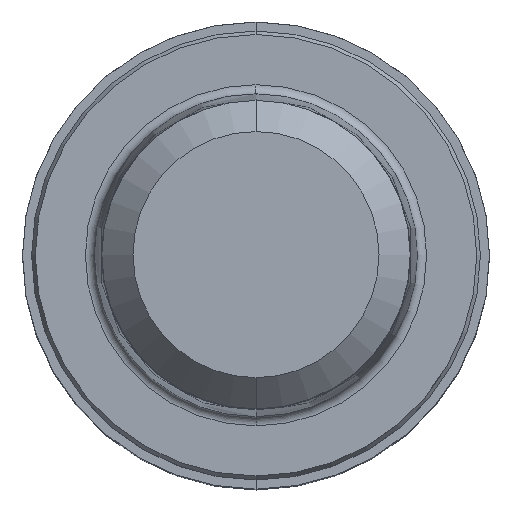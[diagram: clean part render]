
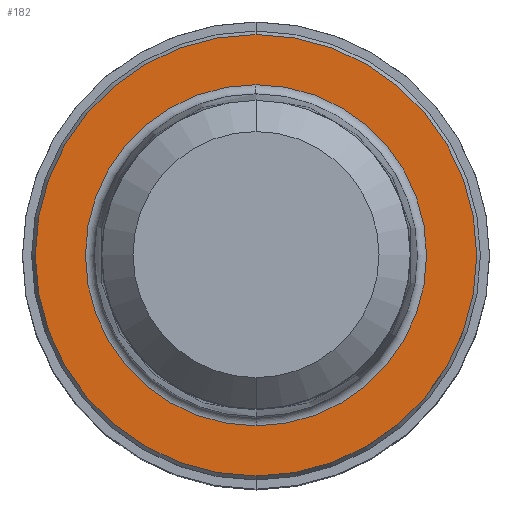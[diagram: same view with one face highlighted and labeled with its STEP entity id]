
A CAD part, top view. The second image highlights one B-rep face of the part: STEP entity #182.
In plain terms, the highlighted planar face has unit normal (0, 0, 1).
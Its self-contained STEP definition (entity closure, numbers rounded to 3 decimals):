
#178=EDGE_CURVE('',#238,#262,#469,.T.);
#180=VERTEX_POINT('',#471);
#182=ADVANCED_FACE('',(#473,#474),#475,.T.);
#200=VERTEX_POINT('',#495);
#238=VERTEX_POINT('',#539);
#262=VERTEX_POINT('',#566);
#304=EDGE_CURVE('',#180,#200,#612,.T.);
#306=EDGE_CURVE('',#200,#180,#614,.T.);
#366=EDGE_CURVE('',#262,#238,#684,.T.);
#469=CIRCLE('',#790,12.0);
#471=CARTESIAN_POINT('',(0.,-9.275,0.01));
#473=FACE_OUTER_BOUND('',#794,.T.);
#474=FACE_BOUND('',#795,.T.);
#475=PLANE('',#796);
#495=CARTESIAN_POINT('',(0.0,9.275,0.01));
#539=CARTESIAN_POINT('',(0.0,12.0,0.01));
#566=CARTESIAN_POINT('',(0.,-12.0,0.01));
#612=CIRCLE('',#973,9.275);
#614=CIRCLE('',#976,9.275);
#684=CIRCLE('',#1064,12.0);
#790=AXIS2_PLACEMENT_3D('',#1184,#1185,#1186);
#794=EDGE_LOOP('',(#1188,#1189));
#795=EDGE_LOOP('',(#1190,#1191));
#796=AXIS2_PLACEMENT_3D('',#1192,#1193,#1194);
#973=AXIS2_PLACEMENT_3D('',#1362,#1363,#1364);
#976=AXIS2_PLACEMENT_3D('',#1365,#1366,#1367);
#1064=AXIS2_PLACEMENT_3D('',#1452,#1453,#1454);
#1184=CARTESIAN_POINT('',(0.0,0.0,0.01));
#1185=DIRECTION('',(0.0,0.0,-1.0));
#1186=DIRECTION('',(0.0,1.0,0.0));
#1188=ORIENTED_EDGE('',*,*,#178,.F.);
#1189=ORIENTED_EDGE('',*,*,#366,.F.);
#1190=ORIENTED_EDGE('',*,*,#306,.T.);
#1191=ORIENTED_EDGE('',*,*,#304,.T.);
#1192=CARTESIAN_POINT('',(0.0,6.0,0.01));
#1193=DIRECTION('',(-0.0,0.0,1.0));
#1194=DIRECTION('',(0.0,-1.0,0.0));
#1362=CARTESIAN_POINT('',(0.0,0.0,0.01));
#1363=DIRECTION('',(0.0,0.0,-1.0));
#1364=DIRECTION('',(0.0,1.0,0.0));
#1365=CARTESIAN_POINT('',(0.0,0.0,0.01));
#1366=DIRECTION('',(0.0,0.0,-1.0));
#1367=DIRECTION('',(0.0,1.0,0.0));
#1452=CARTESIAN_POINT('',(0.0,0.0,0.01));
#1453=DIRECTION('',(0.0,0.0,-1.0));
#1454=DIRECTION('',(0.0,1.0,0.0));
